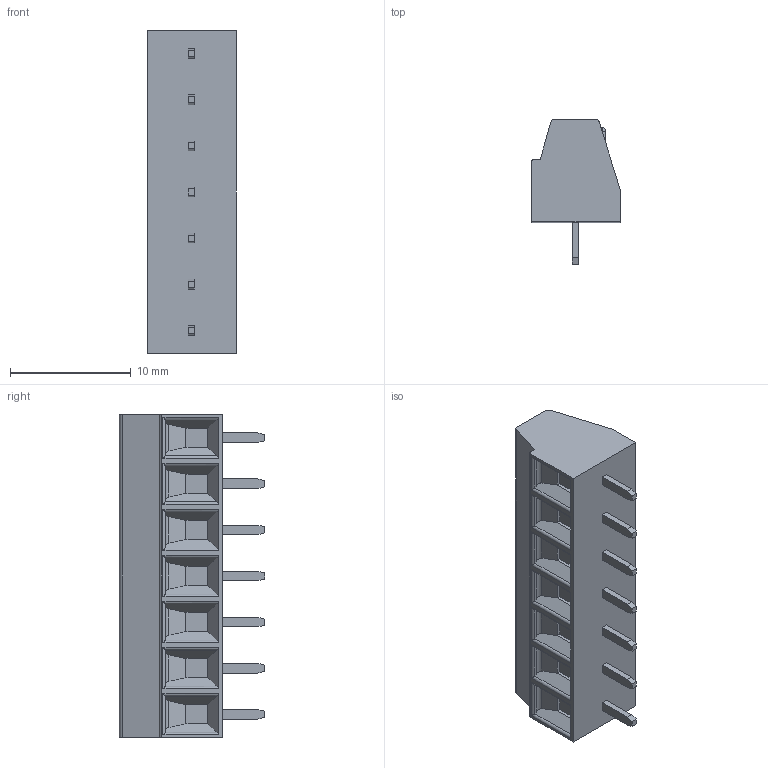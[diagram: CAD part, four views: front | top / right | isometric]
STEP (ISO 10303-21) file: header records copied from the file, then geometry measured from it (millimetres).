
FILE_DESCRIPTION((''),'2;1');
FILE_NAME('PRT0008','2024-08-24T15:31:30',('tluser'),(''),'CREO PARAMETRIC BY PTC INC, 2018100','CREO PARAMETRIC BY PTC INC, 2018100','');
FILE_SCHEMA(('AUTOMOTIVE_DESIGN { 1 0 10303 214 1 1 1 1 }'));
Length unit declared in the file: millimetre
Products named in the file (1): PRT0008
Bounding box: 7.3 x 12 x 26.67 mm (x, y, z)
Volume: 1298.2 mm3; surface area: 1091.3 mm2
Topology: 1 solids, 1 shells, 236 faces, 562 edges, 356 vertices
Faces by surface type: plane 163, cylinder 59, sphere 14
Entity records: 7319 total; most frequent: CARTESIAN_POINT 1830, ORIENTED_EDGE 1124, DIRECTION 1046, EDGE_CURVE 562, VECTOR 409, LINE 409, VERTEX_POINT 356, AXIS2_PLACEMENT_3D 317
